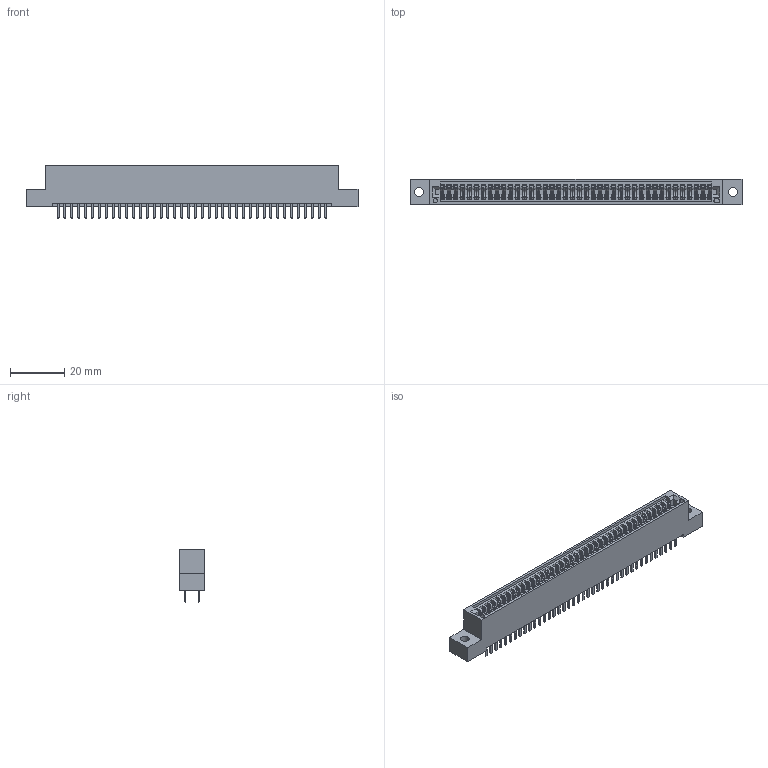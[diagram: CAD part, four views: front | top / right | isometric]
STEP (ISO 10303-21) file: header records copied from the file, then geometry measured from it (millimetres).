
FILE_DESCRIPTION(/* description */ ('STEP AP203'),/* implementation_level */ '2;1');
FILE_NAME(/* name */ '345-080-520-202 - EDAC Card Edge Connector.step',/* time_stamp */ '2024-07-31T11:49:05+02:00',/* author */ (''),/* organization */ (''),/* preprocessor_version */ 'ST-DEVELOPER v20',/* originating_system */ 'Autodesk Translation Framework v13.14.0.145',/* authorisation */ '');
FILE_SCHEMA (('AUTOMOTIVE_DESIGN { 1 0 10303 214 3 1 1 }'));
Length unit declared in the file: inch
Products named in the file (4): 345-080-520-202; Component3; 345 Part_Flush Mounting Lugs - 0.128 Dia; 345-292-001_345-293-120
Assembly tree (82 placements, depth 3):
  345-080-520-202
    Component3
      345-292-001_345-293-120  x80
      345 Part_Flush Mounting Lugs - 0.128 Dia
Bounding box: 122.81 x 9.4 x 19.68 mm (x, y, z)
Volume: 11839.3 mm3; surface area: 17114.2 mm2
Topology: 81 solids, 81 shells, 4360 faces, 12643 edges, 8214 vertices
Faces by surface type: plane 2880, cylinder 1480
Full cylindrical faces by diameter (mm): 1.626 x1, 3.251 x2
Entity records: 29457 total; most frequent: CARTESIAN_POINT 5277, ORIENTED_EDGE 5220, DIRECTION 4672, EDGE_CURVE 2610, LINE 2328, VECTOR 2328, VERTEX_POINT 1736, AXIS2_PLACEMENT_3D 1172
